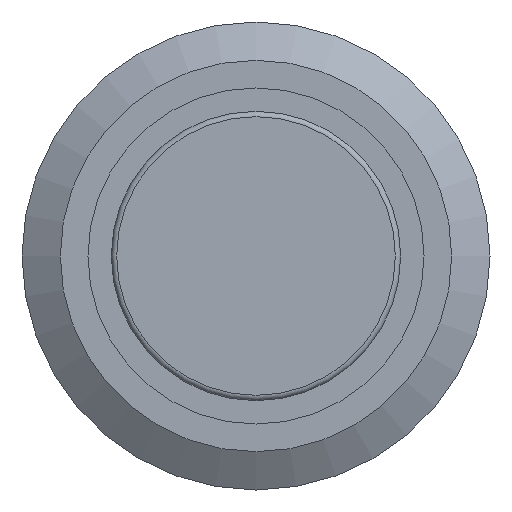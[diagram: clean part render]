
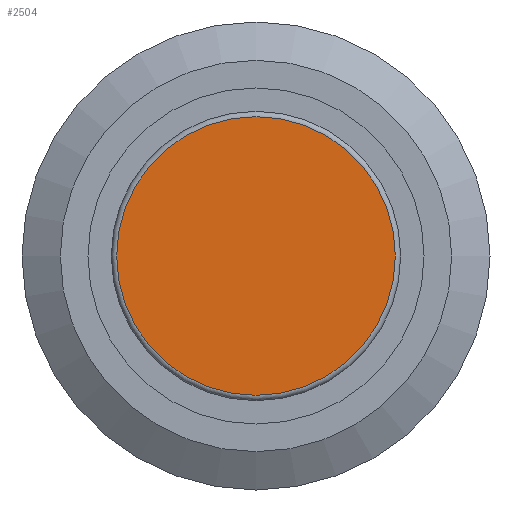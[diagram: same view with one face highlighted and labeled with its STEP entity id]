
A CAD part, left-side view. The second image highlights one B-rep face of the part: STEP entity #2504.
In plain terms, the highlighted planar face has unit normal (-1, 0, 0).
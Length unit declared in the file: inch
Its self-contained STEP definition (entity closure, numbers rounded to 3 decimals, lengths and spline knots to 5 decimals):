
#135=CIRCLE('',#2659,0.25787);
#270=FACE_OUTER_BOUND('',#414,.T.);
#414=EDGE_LOOP('',(#2245));
#1205=VERTEX_POINT('',#4233);
#1554=EDGE_CURVE('',#1205,#1205,#135,.T.);
#2245=ORIENTED_EDGE('',*,*,#1554,.F.);
#2378=PLANE('',#2660);
#2504=ADVANCED_FACE('',(#270),#2378,.F.);
#2659=AXIS2_PLACEMENT_3D('',#4235,#3201,#3202);
#2660=AXIS2_PLACEMENT_3D('',#4236,#3203,#3204);
#3201=DIRECTION('center_axis',(1.,0.,0.));
#3202=DIRECTION('ref_axis',(0.,1.,0.));
#3203=DIRECTION('center_axis',(1.,0.,0.));
#3204=DIRECTION('ref_axis',(0.,1.,0.));
#4233=CARTESIAN_POINT('',(-0.14961,-0.25787,0.));
#4235=CARTESIAN_POINT('Origin',(-0.14961,0.,0.));
#4236=CARTESIAN_POINT('Origin',(-0.14961,0.,0.));
